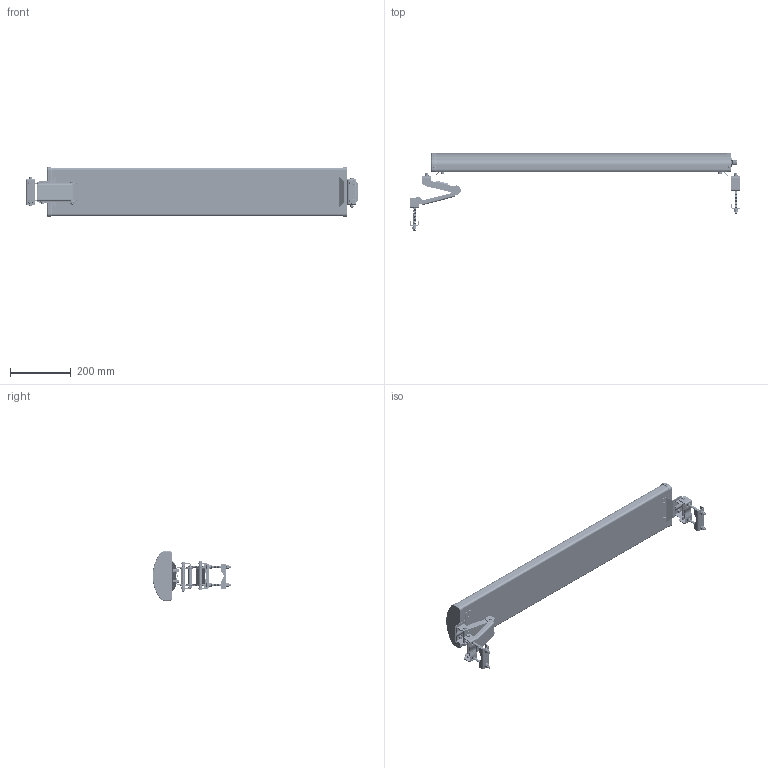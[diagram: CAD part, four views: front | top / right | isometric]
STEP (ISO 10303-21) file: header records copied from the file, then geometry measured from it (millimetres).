
FILE_DESCRIPTION (( 'STEP AP214' ), '1' );
FILE_NAME ('HG2417P-120.STEP', '2018-01-17T17:10:58', ( '' ), ( '' ), 'SwSTEP 2.0', 'SolidWorks 2014', '' );
FILE_SCHEMA (( 'AUTOMOTIVE_DESIGN' ));
Length unit declared in the file: inch
Products named in the file (7): HG2417P-120_Bracket-4; HG2417P-120_Bracket-3; HG2417P-120_Bracket-2; HG2417P-120_Bracket-1; HG2417P-120_bracket; HG2417P-120_ANTENNA; HG2417P-120
Assembly tree (9 placements, depth 2):
  HG2417P-120
    HG2417P-120_ANTENNA
    HG2417P-120_bracket  x2
    HG2417P-120_Bracket-1
    HG2417P-120_Bracket-2
    HG2417P-120_Bracket-3  x2
    HG2417P-120_Bracket-4  x2
Bounding box: 1091.56 x 259.2 x 167.07 mm (x, y, z)
Volume: 8113394.2 mm3; surface area: 573609.5 mm2
Topology: 11 solids, 11 shells, 3103 faces, 6790 edges, 3828 vertices
Faces by surface type: cone 2031, plane 693, cylinder 261, torus 118
Full cylindrical faces by diameter (mm): 1.8 x1, 2.98 x1, 2.989 x1, 5.969 x16, 6.35 x4, 6.528 x8, 7 x8, 8.382 x6, 8.458 x4, 8.534 x1, 9.906 x11, 10.058 x1, 11.913 x8, 12 x4, 12.004 x4, 12.04 x1, 13.5 x1, 13.691 x4, 15.951 x4, 29.441 x1
Entity records: 65664 total; most frequent: CARTESIAN_POINT 10420, DIRECTION 8615, ORIENTED_EDGE 5974, AXIS2_PLACEMENT_3D 3833, EDGE_LOOP 3529, EDGE_CURVE 2987, VERTEX_POINT 2450, FACE_OUTER_BOUND 2104
